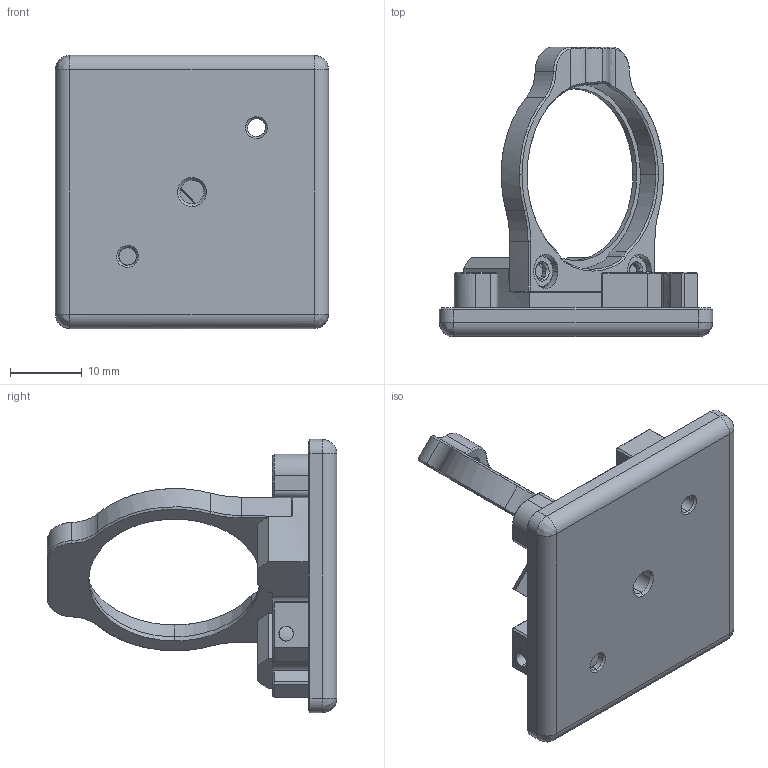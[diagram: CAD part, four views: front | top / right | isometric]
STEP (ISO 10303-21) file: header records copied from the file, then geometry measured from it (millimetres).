
FILE_DESCRIPTION (( 'STEP AP203' ), '1' );
FILE_NAME ('1.STEP', '2021-11-15T06:52:43', ( '' ), ( '' ), 'SwSTEP 2.0', 'SolidWorks 2020', '' );
FILE_SCHEMA (( 'CONFIG_CONTROL_DESIGN' ));
Length unit declared in the file: millimetre
Products named in the file (1): 1
Bounding box: 38.1 x 40.39 x 38.1 mm (x, y, z)
Surface area: 6427.9 mm2 (no closed solid volume)
Topology: 0 solids, 7 shells, 295 faces, 737 edges, 448 vertices
Faces by surface type: bspline 295
Entity records: 10825 total; most frequent: CARTESIAN_POINT 6520, ORIENTED_EDGE 1378, EDGE_CURVE 728, B_SPLINE_CURVE_WITH_KNOTS 569, VERTEX_POINT 448, EDGE_LOOP 328, ADVANCED_FACE 295, FACE_OUTER_BOUND 295
